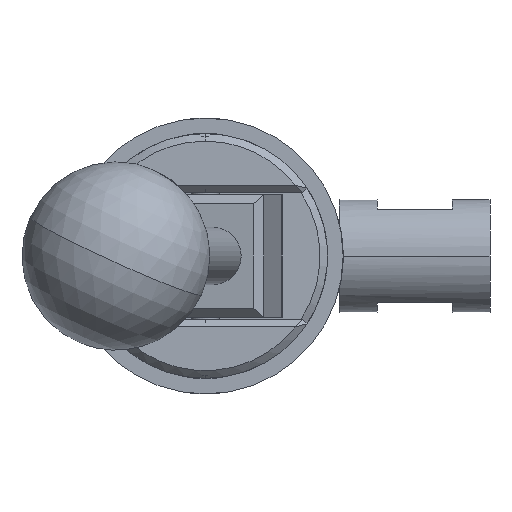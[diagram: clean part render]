
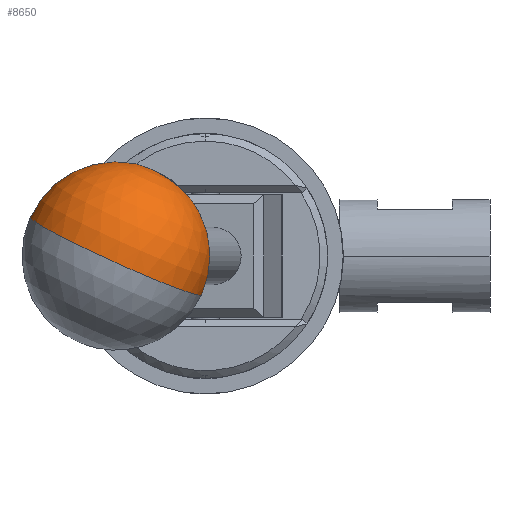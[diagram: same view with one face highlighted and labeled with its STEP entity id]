
A CAD part, front view. The second image highlights one B-rep face of the part: STEP entity #8650.
In plain terms, the highlighted spherical face has radius 15.875 mm.
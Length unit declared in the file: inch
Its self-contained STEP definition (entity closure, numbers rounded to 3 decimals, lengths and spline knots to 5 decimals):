
#1093 = DIRECTION ( 'NONE',  ( -0.412, 0.065, -0.909 ) ) ;
#1630 = CARTESIAN_POINT ( 'NONE',  ( -0.59291, -9.2123, 0. ) ) ;
#2545 = ORIENTED_EDGE ( 'NONE', *, *, #10724, .T. ) ;
#2562 = DIRECTION ( 'NONE',  ( 0.898, -0.142, -0.417 ) ) ;
#3455 = AXIS2_PLACEMENT_3D ( 'NONE', #10472, #24002, #34499 ) ;
#4005 = CARTESIAN_POINT ( 'NONE',  ( -0.59291, -9.2123, 0. ) ) ;
#4165 = DIRECTION ( 'NONE',  ( -0.412, 0.065, -0.909 ) ) ;
#4571 = CARTESIAN_POINT ( 'NONE',  ( -0.69069, -9.8296, 0. ) ) ;
#4848 = CARTESIAN_POINT ( 'NONE',  ( -0.27887, -8.68207, -0.10425 ) ) ;
#5115 = VERTEX_POINT ( 'NONE', #31162 ) ;
#6028 = CARTESIAN_POINT ( 'NONE',  ( -0.72774, -8.61098, 0.10425 ) ) ;
#6212 = EDGE_CURVE ( 'NONE', #22497, #13411, #12276, .T. ) ;
#6513 = ORIENTED_EDGE ( 'NONE', *, *, #6212, .F. ) ;
#7449 = CARTESIAN_POINT ( 'NONE',  ( -0.59291, -9.2123, 0. ) ) ;
#8650 = ADVANCED_FACE ( 'NONE', ( #20566 ), #28399, .T. ) ;
#10303 = DIRECTION ( 'NONE',  ( -0.412, 0.065, -0.909 ) ) ;
#10472 = CARTESIAN_POINT ( 'NONE',  ( -0.5033, -8.64653, 0. ) ) ;
#10724 = EDGE_CURVE ( 'NONE', #5115, #13411, #26492, .T. ) ;
#11956 = CIRCLE ( 'NONE', #3455, 0.25 ) ;
#12276 = CIRCLE ( 'NONE', #32212, 0.625 ) ;
#13411 = VERTEX_POINT ( 'NONE', #6028 ) ;
#14335 = CIRCLE ( 'NONE', #17176, 0.625 ) ;
#15496 = ORIENTED_EDGE ( 'NONE', *, *, #21651, .T. ) ;
#15520 = EDGE_CURVE ( 'NONE', #25652, #5115, #11956, .T. ) ;
#15616 = AXIS2_PLACEMENT_3D ( 'NONE', #4005, #4165, #2562 ) ;
#17176 = AXIS2_PLACEMENT_3D ( 'NONE', #7449, #23080, #31611 ) ;
#17382 = AXIS2_PLACEMENT_3D ( 'NONE', #31283, #34666, #10303 ) ;
#17527 = DIRECTION ( 'NONE',  ( -0.911, 0., 0.413 ) ) ;
#19947 = EDGE_LOOP ( 'NONE', ( #6513, #15496, #28668, #2545 ) ) ;
#20566 = FACE_OUTER_BOUND ( 'NONE', #19947, .T. ) ;
#21651 = EDGE_CURVE ( 'NONE', #22497, #25652, #14335, .T. ) ;
#22497 = VERTEX_POINT ( 'NONE', #4571 ) ;
#23080 = DIRECTION ( 'NONE',  ( 0.412, -0.065, 0.909 ) ) ;
#24002 = DIRECTION ( 'NONE',  ( -0.156, -0.988, 0. ) ) ;
#25652 = VERTEX_POINT ( 'NONE', #4848 ) ;
#26492 = CIRCLE ( 'NONE', #17382, 0.25 ) ;
#28399 = SPHERICAL_SURFACE ( 'NONE', #15616, 0.625 ) ;
#28668 = ORIENTED_EDGE ( 'NONE', *, *, #15520, .T. ) ;
#31162 = CARTESIAN_POINT ( 'NONE',  ( -0.40034, -8.66283, 0.22723 ) ) ;
#31283 = CARTESIAN_POINT ( 'NONE',  ( -0.5033, -8.64653, 0. ) ) ;
#31611 = DIRECTION ( 'NONE',  ( 0.911, 0., -0.413 ) ) ;
#32212 = AXIS2_PLACEMENT_3D ( 'NONE', #1630, #1093, #17527 ) ;
#34499 = DIRECTION ( 'NONE',  ( -0.412, 0.065, -0.909 ) ) ;
#34666 = DIRECTION ( 'NONE',  ( -0.156, -0.988, 0. ) ) ;
